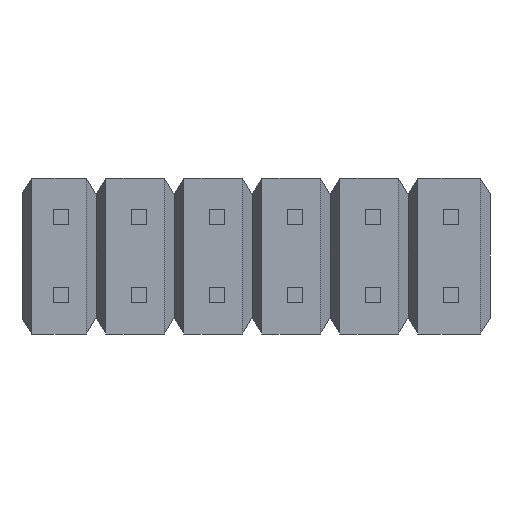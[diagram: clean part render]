
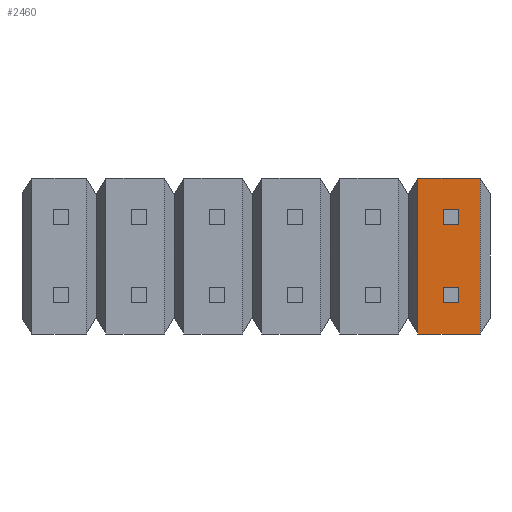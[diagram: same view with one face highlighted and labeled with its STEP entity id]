
A CAD part, front view. The second image highlights one B-rep face of the part: STEP entity #2460.
In plain terms, the highlighted planar face has unit normal (0, -1, 0).
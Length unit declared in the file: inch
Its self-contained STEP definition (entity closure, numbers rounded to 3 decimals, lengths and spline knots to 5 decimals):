
#1=DIRECTION('',(0.,0.,-1.));
#2=VECTOR('',#1,0.02);
#3=CARTESIAN_POINT('',(0.24,-0.045,0.06));
#4=LINE('',#3,#2);
#5=DIRECTION('',(1.,0.,0.));
#6=VECTOR('',#5,0.02);
#7=CARTESIAN_POINT('',(0.24,-0.045,0.04));
#8=LINE('',#7,#6);
#9=DIRECTION('',(0.,0.,-1.));
#10=VECTOR('',#9,0.02);
#11=CARTESIAN_POINT('',(0.26,-0.045,0.06));
#12=LINE('',#11,#10);
#13=DIRECTION('',(1.,0.,0.));
#14=VECTOR('',#13,0.02);
#15=CARTESIAN_POINT('',(0.24,-0.045,0.06));
#16=LINE('',#15,#14);
#17=DIRECTION('',(0.,0.,-1.));
#18=VECTOR('',#17,0.02);
#19=CARTESIAN_POINT('',(0.24,-0.045,-0.04));
#20=LINE('',#19,#18);
#21=DIRECTION('',(1.,0.,0.));
#22=VECTOR('',#21,0.02);
#23=CARTESIAN_POINT('',(0.24,-0.045,-0.06));
#24=LINE('',#23,#22);
#25=DIRECTION('',(0.,0.,-1.));
#26=VECTOR('',#25,0.02);
#27=CARTESIAN_POINT('',(0.26,-0.045,-0.04));
#28=LINE('',#27,#26);
#29=DIRECTION('',(1.,0.,0.));
#30=VECTOR('',#29,0.02);
#31=CARTESIAN_POINT('',(0.24,-0.045,-0.04));
#32=LINE('',#31,#30);
#257=DIRECTION('',(0.,0.,1.));
#258=VECTOR('',#257,0.2);
#259=CARTESIAN_POINT('',(0.2875,-0.045,-0.1));
#260=LINE('',#259,#258);
#261=DIRECTION('',(-1.,0.,0.));
#262=VECTOR('',#261,0.08);
#263=CARTESIAN_POINT('',(0.2875,-0.045,-0.1));
#264=LINE('',#263,#262);
#265=DIRECTION('',(0.,0.,1.));
#266=VECTOR('',#265,0.2);
#267=CARTESIAN_POINT('',(0.2075,-0.045,-0.1));
#268=LINE('',#267,#266);
#269=DIRECTION('',(1.,0.,0.));
#270=VECTOR('',#269,0.08);
#271=CARTESIAN_POINT('',(0.2075,-0.045,0.1));
#272=LINE('',#271,#270);
#1777=CARTESIAN_POINT('',(0.24,-0.045,0.06));
#1778=CARTESIAN_POINT('',(0.24,-0.045,0.04));
#1779=VERTEX_POINT('',#1777);
#1780=VERTEX_POINT('',#1778);
#1781=CARTESIAN_POINT('',(0.24,-0.045,-0.04));
#1782=CARTESIAN_POINT('',(0.24,-0.045,-0.06));
#1783=VERTEX_POINT('',#1781);
#1784=VERTEX_POINT('',#1782);
#1785=CARTESIAN_POINT('',(0.26,-0.045,0.06));
#1786=CARTESIAN_POINT('',(0.26,-0.045,0.04));
#1787=VERTEX_POINT('',#1785);
#1788=VERTEX_POINT('',#1786);
#1789=CARTESIAN_POINT('',(0.26,-0.045,-0.04));
#1790=CARTESIAN_POINT('',(0.26,-0.045,-0.06));
#1791=VERTEX_POINT('',#1789);
#1792=VERTEX_POINT('',#1790);
#2225=CARTESIAN_POINT('',(0.2075,-0.045,-0.1));
#2226=CARTESIAN_POINT('',(0.2075,-0.045,0.1));
#2227=VERTEX_POINT('',#2225);
#2228=VERTEX_POINT('',#2226);
#2257=CARTESIAN_POINT('',(0.2875,-0.045,0.1));
#2259=VERTEX_POINT('',#2257);
#2263=CARTESIAN_POINT('',(0.2875,-0.045,-0.1));
#2264=VERTEX_POINT('',#2263);
#2425=CARTESIAN_POINT('',(0.,-0.045,0.));
#2426=DIRECTION('',(0.,1.,0.));
#2427=DIRECTION('',(-1.,0.,0.));
#2428=AXIS2_PLACEMENT_3D('',#2425,#2426,#2427);
#2429=PLANE('',#2428);
#2431=ORIENTED_EDGE('',*,*,#2430,.F.);
#2433=ORIENTED_EDGE('',*,*,#2432,.T.);
#2435=ORIENTED_EDGE('',*,*,#2434,.T.);
#2437=ORIENTED_EDGE('',*,*,#2436,.T.);
#2438=EDGE_LOOP('',(#2431,#2433,#2435,#2437));
#2439=FACE_OUTER_BOUND('',#2438,.F.);
#2441=ORIENTED_EDGE('',*,*,#2440,.T.);
#2443=ORIENTED_EDGE('',*,*,#2442,.T.);
#2445=ORIENTED_EDGE('',*,*,#2444,.F.);
#2447=ORIENTED_EDGE('',*,*,#2446,.F.);
#2448=EDGE_LOOP('',(#2441,#2443,#2445,#2447));
#2449=FACE_BOUND('',#2448,.F.);
#2451=ORIENTED_EDGE('',*,*,#2450,.T.);
#2453=ORIENTED_EDGE('',*,*,#2452,.T.);
#2455=ORIENTED_EDGE('',*,*,#2454,.F.);
#2457=ORIENTED_EDGE('',*,*,#2456,.F.);
#2458=EDGE_LOOP('',(#2451,#2453,#2455,#2457));
#2459=FACE_BOUND('',#2458,.F.);
#2460=ADVANCED_FACE('',(#2439,#2449,#2459),#2429,.F.);
#2430=EDGE_CURVE('',#2264,#2259,#260,.T.);
#2432=EDGE_CURVE('',#2264,#2227,#264,.T.);
#2434=EDGE_CURVE('',#2227,#2228,#268,.T.);
#2436=EDGE_CURVE('',#2228,#2259,#272,.T.);
#2440=EDGE_CURVE('',#1779,#1780,#4,.T.);
#2442=EDGE_CURVE('',#1780,#1788,#8,.T.);
#2444=EDGE_CURVE('',#1787,#1788,#12,.T.);
#2446=EDGE_CURVE('',#1779,#1787,#16,.T.);
#2450=EDGE_CURVE('',#1783,#1784,#20,.T.);
#2452=EDGE_CURVE('',#1784,#1792,#24,.T.);
#2454=EDGE_CURVE('',#1791,#1792,#28,.T.);
#2456=EDGE_CURVE('',#1783,#1791,#32,.T.);
